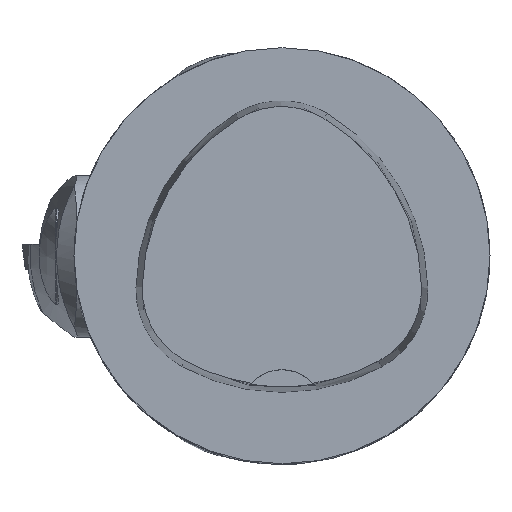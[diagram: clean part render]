
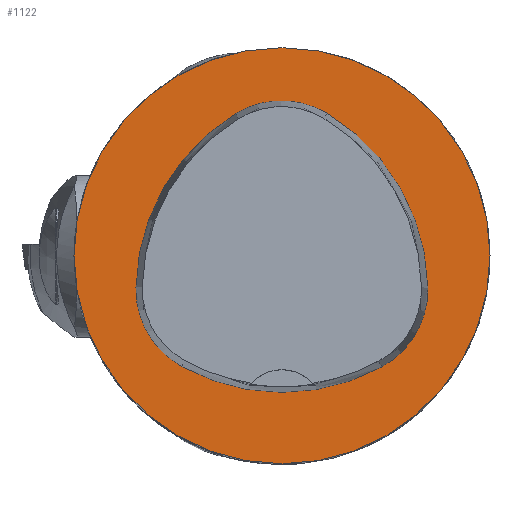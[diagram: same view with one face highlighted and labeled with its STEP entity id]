
A CAD part, top view. The second image highlights one B-rep face of the part: STEP entity #1122.
In plain terms, the highlighted planar face has unit normal (0, 0, 1).
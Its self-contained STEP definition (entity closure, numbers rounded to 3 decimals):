
#429=PLANE('',#8073);
#1122=ADVANCED_FACE('',(#2997,#2998),#429,.T.);
#2767=CIRCLE('',#7959,20.);
#2832=CIRCLE('',#8051,20.);
#2834=CIRCLE('',#8054,8.5);
#2836=CIRCLE('',#8057,20.);
#2838=CIRCLE('',#8060,8.5);
#2842=CIRCLE('',#8065,20.);
#2844=CIRCLE('',#8068,8.5);
#2997=FACE_BOUND('',#3109,.T.);
#2998=FACE_BOUND('',#3110,.T.);
#3109=EDGE_LOOP('',(#3861,#3862,#3863,#3864,#3865,#3866));
#3110=EDGE_LOOP('',(#3867));
#3861=ORIENTED_EDGE('',*,*,#6827,.T.);
#3862=ORIENTED_EDGE('',*,*,#6807,.T.);
#3863=ORIENTED_EDGE('',*,*,#6811,.T.);
#3864=ORIENTED_EDGE('',*,*,#6814,.T.);
#3865=ORIENTED_EDGE('',*,*,#6817,.T.);
#3866=ORIENTED_EDGE('',*,*,#6825,.T.);
#3867=ORIENTED_EDGE('',*,*,#6551,.F.);
#5793=VERTEX_POINT('',#10728);
#6044=VERTEX_POINT('',#11323);
#6045=VERTEX_POINT('',#11324);
#6048=VERTEX_POINT('',#11332);
#6050=VERTEX_POINT('',#11338);
#6052=VERTEX_POINT('',#11344);
#6059=VERTEX_POINT('',#11365);
#6551=EDGE_CURVE('',#5793,#5793,#2767,.T.);
#6807=EDGE_CURVE('',#6044,#6045,#2832,.T.);
#6811=EDGE_CURVE('',#6045,#6048,#2834,.T.);
#6814=EDGE_CURVE('',#6048,#6050,#2836,.T.);
#6817=EDGE_CURVE('',#6050,#6052,#2838,.T.);
#6825=EDGE_CURVE('',#6052,#6059,#2842,.T.);
#6827=EDGE_CURVE('',#6059,#6044,#2844,.T.);
#7959=AXIS2_PLACEMENT_3D('',#10727,#8629,#8630);
#8051=AXIS2_PLACEMENT_3D('',#11322,#8981,#8982);
#8054=AXIS2_PLACEMENT_3D('',#11331,#8989,#8990);
#8057=AXIS2_PLACEMENT_3D('',#11337,#8996,#8997);
#8060=AXIS2_PLACEMENT_3D('',#11343,#9003,#9004);
#8065=AXIS2_PLACEMENT_3D('',#11366,#9015,#9016);
#8068=AXIS2_PLACEMENT_3D('',#11369,#9021,#9022);
#8073=AXIS2_PLACEMENT_3D('',#11374,#9031,#9032);
#8629=DIRECTION('',(0.,0.,-1.));
#8630=DIRECTION('',(-1.,0.,0.));
#8981=DIRECTION('',(0.,0.,-1.));
#8982=DIRECTION('',(-1.,0.,0.));
#8989=DIRECTION('',(0.,0.,-1.));
#8990=DIRECTION('',(-1.,0.,0.));
#8996=DIRECTION('',(0.,0.,-1.));
#8997=DIRECTION('',(-1.,0.,0.));
#9003=DIRECTION('',(0.,0.,-1.));
#9004=DIRECTION('',(-1.,0.,0.));
#9015=DIRECTION('',(0.,0.,-1.));
#9016=DIRECTION('',(-1.,0.,0.));
#9021=DIRECTION('',(0.,0.,-1.));
#9022=DIRECTION('',(-1.,0.,0.));
#9031=DIRECTION('',(0.,0.,1.));
#9032=DIRECTION('',(1.,0.,0.));
#10727=CARTESIAN_POINT('',(0.,0.,0.));
#10728=CARTESIAN_POINT('',(-20.,0.,0.));
#11322=CARTESIAN_POINT('',(5.955,-3.414,0.));
#11323=CARTESIAN_POINT('',(-14.041,-3.042,0.));
#11324=CARTESIAN_POINT('',(-4.472,13.653,0.));
#11331=CARTESIAN_POINT('',(-0.04,6.4,0.));
#11332=CARTESIAN_POINT('',(4.347,13.68,0.));
#11337=CARTESIAN_POINT('',(-5.976,-3.45,0.));
#11338=CARTESIAN_POINT('',(14.021,-3.075,0.));
#11343=CARTESIAN_POINT('',(5.522,-3.235,0.));
#11344=CARTESIAN_POINT('',(9.588,-10.699,0.));
#11365=CARTESIAN_POINT('',(-9.655,-10.639,0.));
#11366=CARTESIAN_POINT('',(0.022,6.864,0.));
#11369=CARTESIAN_POINT('',(-5.543,-3.2,0.));
#11374=CARTESIAN_POINT('',(0.,0.,0.));
